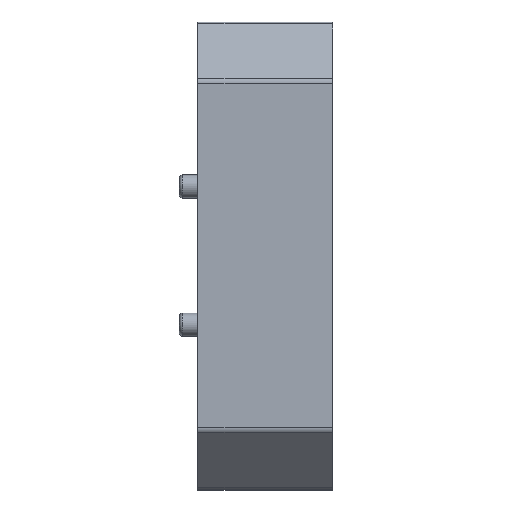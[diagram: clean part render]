
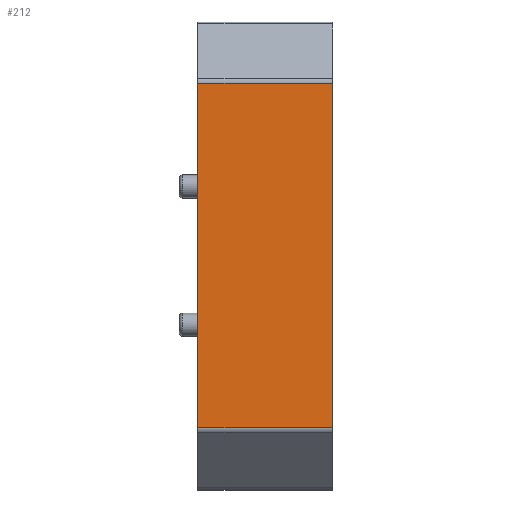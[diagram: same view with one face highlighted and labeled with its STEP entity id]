
A CAD part, top view. The second image highlights one B-rep face of the part: STEP entity #212.
In plain terms, the highlighted planar face has unit normal (0, 0, 1).
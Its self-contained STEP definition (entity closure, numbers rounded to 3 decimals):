
#212=ADVANCED_FACE('',(#323),#278,.T.);
#278=PLANE('',#1359);
#323=FACE_OUTER_BOUND('',#385,.T.);
#385=EDGE_LOOP('',(#494,#495,#496,#497));
#494=ORIENTED_EDGE('',*,*,#955,.F.);
#495=ORIENTED_EDGE('',*,*,#954,.F.);
#496=ORIENTED_EDGE('',*,*,#956,.T.);
#497=ORIENTED_EDGE('',*,*,#957,.T.);
#828=VERTEX_POINT('',#1856);
#829=VERTEX_POINT('',#1858);
#830=VERTEX_POINT('',#1862);
#831=VERTEX_POINT('',#1864);
#954=EDGE_CURVE('',#829,#828,#1123,.T.);
#955=EDGE_CURVE('',#828,#830,#1124,.T.);
#956=EDGE_CURVE('',#829,#831,#1125,.T.);
#957=EDGE_CURVE('',#831,#830,#1126,.T.);
#1123=LINE('',#1859,#1248);
#1124=LINE('',#1861,#1249);
#1125=LINE('',#1863,#1250);
#1126=LINE('',#1865,#1251);
#1248=VECTOR('',#1502,1.);
#1249=VECTOR('',#1505,1.);
#1250=VECTOR('',#1506,1.);
#1251=VECTOR('',#1507,1.);
#1359=AXIS2_PLACEMENT_3D('',#1866,#1508,#1509);
#1502=DIRECTION('',(-1.,0.,0.));
#1505=DIRECTION('',(0.,1.,0.));
#1506=DIRECTION('',(0.,1.,0.));
#1507=DIRECTION('',(-1.,0.,0.));
#1508=DIRECTION('',(0.,0.,1.));
#1509=DIRECTION('',(0.,-1.,0.));
#1856=CARTESIAN_POINT('',(0.,-24.915,30.));
#1858=CARTESIAN_POINT('',(20.4,-24.915,30.));
#1859=CARTESIAN_POINT('',(20.4,-24.915,30.));
#1861=CARTESIAN_POINT('',(0.,8.571,30.));
#1862=CARTESIAN_POINT('',(0.,27.156,30.));
#1863=CARTESIAN_POINT('',(20.4,-24.915,30.));
#1864=CARTESIAN_POINT('',(20.4,27.156,30.));
#1865=CARTESIAN_POINT('',(20.4,27.156,30.));
#1866=CARTESIAN_POINT('',(20.4,8.571,30.));
